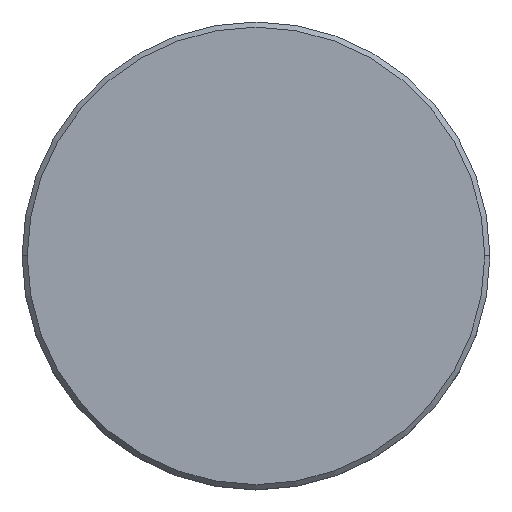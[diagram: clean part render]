
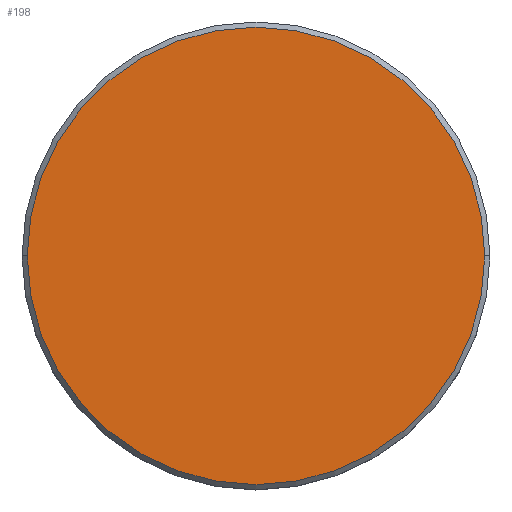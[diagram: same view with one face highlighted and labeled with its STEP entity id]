
A CAD part, top view. The second image highlights one B-rep face of the part: STEP entity #198.
In plain terms, the highlighted planar face has unit normal (0, 0, 1).
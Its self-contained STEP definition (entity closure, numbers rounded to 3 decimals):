
#31 = CARTESIAN_POINT ( 'NONE',  ( 0., 0., 0. ) ) ;
#51 = CARTESIAN_POINT ( 'NONE',  ( 22., 0., 0. ) ) ;
#66 = DIRECTION ( 'NONE',  ( 1., 0., 0. ) ) ;
#162 = CARTESIAN_POINT ( 'NONE',  ( 0., 0., 0. ) ) ;
#167 = AXIS2_PLACEMENT_3D ( 'NONE', #399, #539, #66 ) ;
#198 = ADVANCED_FACE ( 'NONE', ( #448 ), #216, .T. ) ;
#210 = EDGE_CURVE ( 'NONE', #316, #442, #360, .T. ) ;
#214 = DIRECTION ( 'NONE',  ( 1., 0., 0. ) ) ;
#216 = PLANE ( 'NONE',  #324 ) ;
#218 = EDGE_CURVE ( 'NONE', #442, #316, #341, .T. ) ;
#294 = DIRECTION ( 'NONE',  ( 1., 0., 0. ) ) ;
#316 = VERTEX_POINT ( 'NONE', #373 ) ;
#321 = ORIENTED_EDGE ( 'NONE', *, *, #210, .T. ) ;
#324 = AXIS2_PLACEMENT_3D ( 'NONE', #31, #445, #294 ) ;
#341 = CIRCLE ( 'NONE', #167, 22. ) ;
#360 = CIRCLE ( 'NONE', #432, 22. ) ;
#373 = CARTESIAN_POINT ( 'NONE',  ( -22., 0., 0. ) ) ;
#399 = CARTESIAN_POINT ( 'NONE',  ( 0., 0., 0. ) ) ;
#432 = AXIS2_PLACEMENT_3D ( 'NONE', #162, #480, #214 ) ;
#442 = VERTEX_POINT ( 'NONE', #51 ) ;
#445 = DIRECTION ( 'NONE',  ( 0., 0., 1. ) ) ;
#448 = FACE_OUTER_BOUND ( 'NONE', #569, .T. ) ;
#480 = DIRECTION ( 'NONE',  ( 0., 0., 1. ) ) ;
#539 = DIRECTION ( 'NONE',  ( 0., 0., 1. ) ) ;
#569 = EDGE_LOOP ( 'NONE', ( #321, #595 ) ) ;
#595 = ORIENTED_EDGE ( 'NONE', *, *, #218, .T. ) ;
